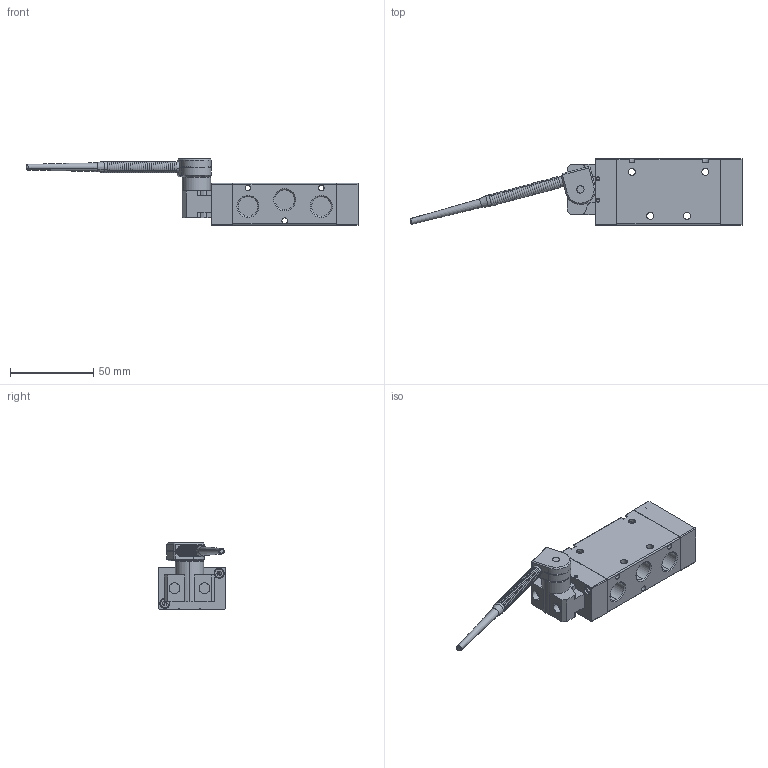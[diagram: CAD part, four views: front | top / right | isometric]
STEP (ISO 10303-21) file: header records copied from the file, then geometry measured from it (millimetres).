
FILE_DESCRIPTION (( 'STEP AP214' ), '1' );
FILE_NAME ('97_4_g61.STEP', '2015-12-21T15:05:40', ( '' ), ( '' ), 'SwSTEP 2.0', 'SolidWorks 2016', '' );
FILE_SCHEMA (( 'AUTOMOTIVE_DESIGN' ));
Length unit declared in the file: millimetre
Products named in the file (1): 97_4_g61
Bounding box: 199.09 x 40 x 39.75 mm (x, y, z)
Surface area: 31298.4 mm2 (no closed solid volume)
Topology: 0 solids, 75 shells, 603 faces, 1501 edges, 942 vertices
Faces by surface type: torus 220, plane 196, cylinder 115, cone 51, bspline 21
Entity records: 19853 total; most frequent: CARTESIAN_POINT 4693, DIRECTION 3476, ORIENTED_EDGE 2722, EDGE_CURVE 1493, AXIS2_PLACEMENT_3D 1458, VERTEX_POINT 942, CIRCLE 875, EDGE_LOOP 657
